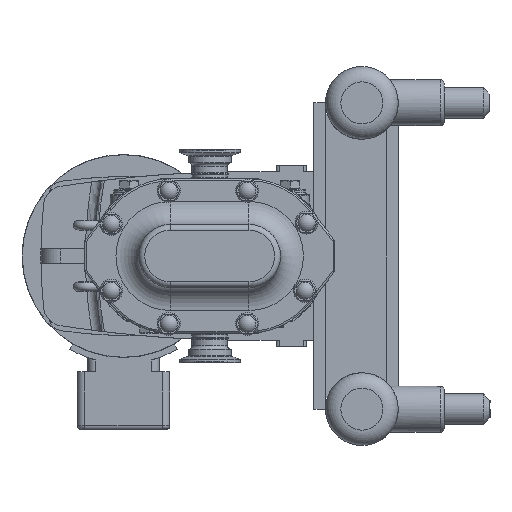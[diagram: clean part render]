
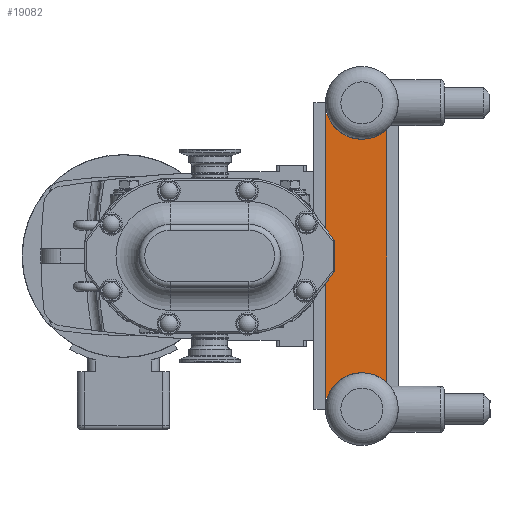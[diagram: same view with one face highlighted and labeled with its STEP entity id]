
A CAD part, left-side view. The second image highlights one B-rep face of the part: STEP entity #19082.
In plain terms, the highlighted planar face has unit normal (-1, 0, 0).
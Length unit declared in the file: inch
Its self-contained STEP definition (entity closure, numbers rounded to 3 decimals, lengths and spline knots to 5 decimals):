
#847=CIRCLE('',#20413,1.19);
#848=CIRCLE('',#20414,1.19);
#2074=PLANE('',#20412);
#2742=FACE_OUTER_BOUND('',#3894,.T.);
#3894=EDGE_LOOP('',(#14276,#14277,#14278,#14279,#14280,#14281));
#5252=LINE('',#30686,#6657);
#5256=LINE('',#30704,#6661);
#5257=LINE('',#30708,#6662);
#5258=LINE('',#30711,#6663);
#6657=VECTOR('',#23583,0.3937);
#6661=VECTOR('',#23591,0.3937);
#6662=VECTOR('',#23594,0.3937);
#6663=VECTOR('',#23597,0.3937);
#8358=VERTEX_POINT('',#30679);
#8360=VERTEX_POINT('',#30684);
#8365=VERTEX_POINT('',#30703);
#8366=VERTEX_POINT('',#30705);
#8367=VERTEX_POINT('',#30707);
#8368=VERTEX_POINT('',#30709);
#10544=EDGE_CURVE('',#8358,#8360,#5252,.T.);
#10550=EDGE_CURVE('',#8360,#8365,#5256,.T.);
#10551=EDGE_CURVE('',#8365,#8366,#847,.T.);
#10552=EDGE_CURVE('',#8366,#8367,#5257,.T.);
#10553=EDGE_CURVE('',#8367,#8368,#848,.T.);
#10554=EDGE_CURVE('',#8368,#8358,#5258,.T.);
#14276=ORIENTED_EDGE('',*,*,#10544,.T.);
#14277=ORIENTED_EDGE('',*,*,#10550,.T.);
#14278=ORIENTED_EDGE('',*,*,#10551,.T.);
#14279=ORIENTED_EDGE('',*,*,#10552,.T.);
#14280=ORIENTED_EDGE('',*,*,#10553,.T.);
#14281=ORIENTED_EDGE('',*,*,#10554,.T.);
#19082=ADVANCED_FACE('',(#2742),#2074,.T.);
#20412=AXIS2_PLACEMENT_3D('',#30702,#23589,#23590);
#20413=AXIS2_PLACEMENT_3D('',#30706,#23592,#23593);
#20414=AXIS2_PLACEMENT_3D('',#30710,#23595,#23596);
#23583=DIRECTION('',(0.,0.,-1.));
#23589=DIRECTION('center_axis',(-1.,0.,0.));
#23590=DIRECTION('ref_axis',(0.,0.,
1.));
#23591=DIRECTION('',(0.,-1.,0.));
#23592=DIRECTION('center_axis',(1.,0.,0.));
#23593=DIRECTION('ref_axis',(0.,-0.681,0.733));
#23594=DIRECTION('',(0.,0.,1.));
#23595=DIRECTION('center_axis',(1.,0.,0.));
#23596=DIRECTION('ref_axis',(0.,0.95,-0.311));
#23597=DIRECTION('',(0.,1.,0.));
#30679=CARTESIAN_POINT('',(3.772,-3.7815,4.63));
#30684=CARTESIAN_POINT('',(3.772,-3.7815,-4.62));
#30686=CARTESIAN_POINT('',(3.772,-3.7815,0.00161));
#30702=CARTESIAN_POINT('Origin',(3.772,-4.71672,0.00321));
#30703=CARTESIAN_POINT('',(3.772,-3.8413,-4.62));
#30704=CARTESIAN_POINT('',(3.772,-3.8413,-4.62));
#30705=CARTESIAN_POINT('',(3.772,-5.779,-4.12822));
#30706=CARTESIAN_POINT('Origin',(3.772,-4.969,-5.));
#30707=CARTESIAN_POINT('',(3.772,-5.779,4.12822));
#30708=CARTESIAN_POINT('',(3.772,-5.779,4.12822));
#30709=CARTESIAN_POINT('',(3.772,-3.83798,4.63));
#30710=CARTESIAN_POINT('Origin',(3.772,-4.969,5.));
#30711=CARTESIAN_POINT('',(3.772,-3.779,4.63));
